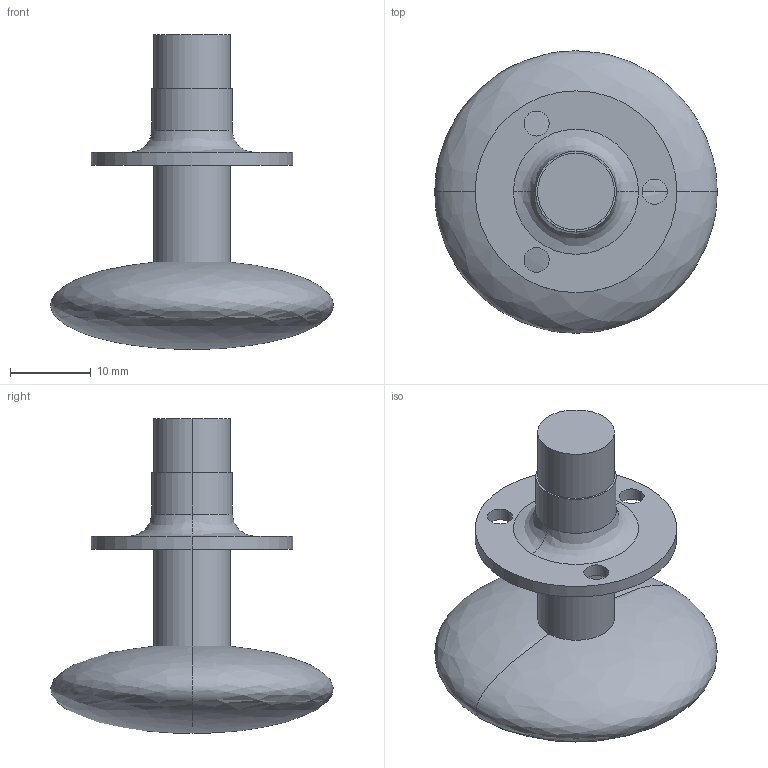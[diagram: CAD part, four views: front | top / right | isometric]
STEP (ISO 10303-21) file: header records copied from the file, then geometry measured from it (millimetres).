
FILE_DESCRIPTION( (''), '2;1');
FILE_NAME ('PC50.9580.TM_123_1_32410.stp','2021-03-08T11:32:07',(''),(''),'spGate 17.5.1','','');
FILE_SCHEMA (('AUTOMOTIVE_DESIGN'));
Length unit declared in the file: millimetre
Products named in the file (4): Assembly; nut; foot; bolt
Assembly tree (3 placements, depth 2):
  Assembly
    nut
    foot
    bolt
Bounding box: 34.99 x 34.98 x 39 mm (x, y, z)
Volume: 9902.1 mm3; surface area: 4912.9 mm2
Topology: 3 solids, 3 shells, 28 faces, 60 edges, 37 vertices
Faces by surface type: cylinder 16, plane 6, bspline 6
Entity records: 1482 total; most frequent: CARTESIAN_POINT 307, DIRECTION 132, ORIENTED_EDGE 116, COLOUR_RGB 89, PRESENTATION_STYLE_ASSIGNMENT 89, STYLED_ITEM 89, AXIS2_PLACEMENT_3D 66, EDGE_CURVE 58
